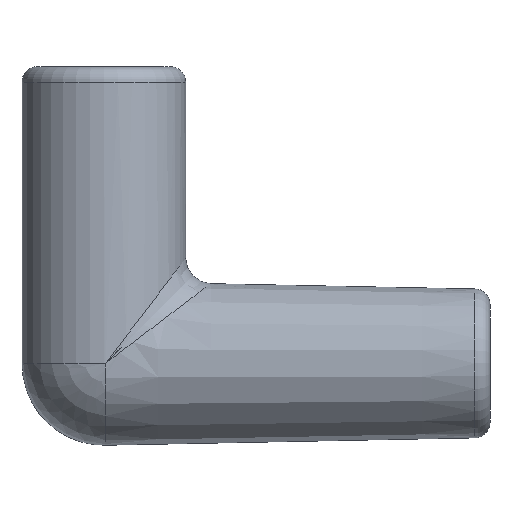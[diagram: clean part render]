
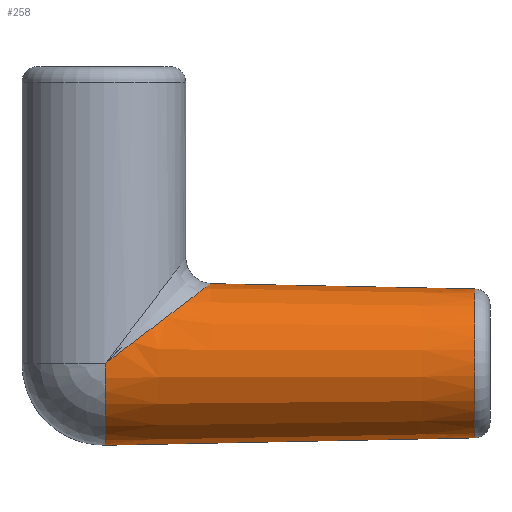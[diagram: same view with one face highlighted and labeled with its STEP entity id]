
A CAD part, front view. The second image highlights one B-rep face of the part: STEP entity #258.
In plain terms, the highlighted conical face has half-angle 1.141 degrees and reference radius 7.366 mm.
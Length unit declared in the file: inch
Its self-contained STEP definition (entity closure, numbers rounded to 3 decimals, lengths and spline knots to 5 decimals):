
#2 = CARTESIAN_POINT ( 'NONE',  ( -1.45951, -0.31906, 0.03362 ) ) ;
#43 = CARTESIAN_POINT ( 'NONE',  ( -0.05881, 0., 0.29117 ) ) ;
#57 = CARTESIAN_POINT ( 'NONE',  ( -0.05881, 0., 0. ) ) ;
#74 = ORIENTED_EDGE ( 'NONE', *, *, #579, .T. ) ;
#83 = EDGE_CURVE ( 'NONE', #1495, #721, #264, .T. ) ;
#91 = ORIENTED_EDGE ( 'NONE', *, *, #283, .T. ) ;
#99 = DIRECTION ( 'NONE',  ( 0., 0., 1. ) ) ;
#109 = CARTESIAN_POINT ( 'NONE',  ( -1.10149, -0.06852, 0.30459 ) ) ;
#121 = CARTESIAN_POINT ( 'NONE',  ( -1.33039, -0.28837, 0.13168 ) ) ;
#129 = CARTESIAN_POINT ( 'NONE',  ( -0.05881, 0., -0.29117 ) ) ;
#189 = FACE_OUTER_BOUND ( 'NONE', #1507, .T. ) ;
#194 = CARTESIAN_POINT ( 'NONE',  ( -1.50363, 0., -0.31994 ) ) ;
#213 = VERTEX_POINT ( 'NONE', #43 ) ;
#228 = CARTESIAN_POINT ( 'NONE',  ( -1.09199, -0.0138, 0.31174 ) ) ;
#240 = CARTESIAN_POINT ( 'NONE',  ( -1.23841, -0.24203, 0.20131 ) ) ;
#258 = ADVANCED_FACE ( 'NONE', ( #189 ), #480, .T. ) ;
#264 = LINE ( 'NONE', #1253, #1148 ) ;
#283 = EDGE_CURVE ( 'NONE', #381, #636, #1129, .T. ) ;
#313 = VECTOR ( 'NONE', #921, 39.37008 ) ;
#332 = ORIENTED_EDGE ( 'NONE', *, *, #663, .T. ) ;
#369 = CARTESIAN_POINT ( 'NONE',  ( -1.20036, -0.21382, 0.23005 ) ) ;
#372 = ORIENTED_EDGE ( 'NONE', *, *, #824, .F. ) ;
#381 = VERTEX_POINT ( 'NONE', #1122 ) ;
#426 = CARTESIAN_POINT ( 'NONE',  ( 0., 0., 0.29 ) ) ;
#468 = CARTESIAN_POINT ( 'NONE',  ( -1.50363, 0., 0. ) ) ;
#480 = CONICAL_SURFACE ( 'NONE', #892, 0.29, 0.02 ) ;
#494 = CARTESIAN_POINT ( 'NONE',  ( -1.13467, -0.14026, 0.2796 ) ) ;
#503 = CARTESIAN_POINT ( 'NONE',  ( -1.50363, -0.31994, 0. ) ) ;
#555 = DIRECTION ( 'NONE',  ( -1., 0., 0. ) ) ;
#579 = EDGE_CURVE ( 'NONE', #213, #381, #1524, .T. ) ;
#606 = CARTESIAN_POINT ( 'NONE',  ( -1.11032, -0.09387, 0.29794 ) ) ;
#614 = CARTESIAN_POINT ( 'NONE',  ( -1.35168, -0.29561, 0.11553 ) ) ;
#636 = VERTEX_POINT ( 'NONE', #1288 ) ;
#663 = EDGE_CURVE ( 'NONE', #1495, #213, #875, .T. ) ;
#694 = CARTESIAN_POINT ( 'NONE',  ( 0., 0., 0. ) ) ;
#721 = VERTEX_POINT ( 'NONE', #194 ) ;
#728 = CARTESIAN_POINT ( 'NONE',  ( -1.09319, -0.02771, 0.31084 ) ) ;
#740 = CARTESIAN_POINT ( 'NONE',  ( -1.26802, -0.26026, 0.17892 ) ) ;
#824 = EDGE_CURVE ( 'NONE', #721, #636, #1201, .T. ) ;
#866 = CARTESIAN_POINT ( 'NONE',  ( -1.20971, -0.22141, 0.22299 ) ) ;
#875 = CIRCLE ( 'NONE', #1589, 0.29117 ) ;
#892 = AXIS2_PLACEMENT_3D ( 'NONE', #694, #1189, #99 ) ;
#921 = DIRECTION ( 'NONE',  ( -1., 0., 0.02 ) ) ;
#966 = DIRECTION ( 'NONE',  ( -1., 0., 0. ) ) ;
#992 = CARTESIAN_POINT ( 'NONE',  ( -1.1567, -0.17138, 0.263 ) ) ;
#1060 = DIRECTION ( 'NONE',  ( 0., 0., -1. ) ) ;
#1100 = AXIS2_PLACEMENT_3D ( 'NONE', #468, #966, #1444 ) ;
#1109 = CARTESIAN_POINT ( 'NONE',  ( -1.11563, -0.10596, 0.29395 ) ) ;
#1116 = CARTESIAN_POINT ( 'NONE',  ( -1.41594, -0.31302, 0.06676 ) ) ;
#1122 = CARTESIAN_POINT ( 'NONE',  ( -1.09199, 0., 0.31174 ) ) ;
#1129 = B_SPLINE_CURVE_WITH_KNOTS ( 'NONE', 3,
 ( #1340, #228, #728, #1224, #109, #606, #1109, #1598, #494, #992, #1469, #369, #866, #1350, #240, #740, #1234, #121, #614, #1116, #2, #503 ),
 .UNSPECIFIED., .F., .F.,
 ( 4, 2, 2, 2, 2, 2, 2, 2, 2, 2, 4 ),
 ( 0.01689, 0.01795, 0.01901, 0.02007, 0.02112, 0.02324, 0.02429, 0.02535, 0.02746, 0.02958, 0.0338 ),
 .UNSPECIFIED. ) ;
#1148 = VECTOR ( 'NONE', #1371, 39.37008 ) ;
#1189 = DIRECTION ( 'NONE',  ( -1., 0., 0. ) ) ;
#1201 = CIRCLE ( 'NONE', #1100, 0.31994 ) ;
#1224 = CARTESIAN_POINT ( 'NONE',  ( -1.09795, -0.05514, 0.30726 ) ) ;
#1234 = CARTESIAN_POINT ( 'NONE',  ( -1.28843, -0.27064, 0.16347 ) ) ;
#1253 = CARTESIAN_POINT ( 'NONE',  ( 0., 0., -0.29 ) ) ;
#1288 = CARTESIAN_POINT ( 'NONE',  ( -1.50363, -0.31994, 0. ) ) ;
#1296 = ORIENTED_EDGE ( 'NONE', *, *, #83, .F. ) ;
#1340 = CARTESIAN_POINT ( 'NONE',  ( -1.09199, 0., 0.31174 ) ) ;
#1350 = CARTESIAN_POINT ( 'NONE',  ( -1.22872, -0.2355, 0.20864 ) ) ;
#1371 = DIRECTION ( 'NONE',  ( -1., 0., -0.02 ) ) ;
#1444 = DIRECTION ( 'NONE',  ( 0., 0., 1. ) ) ;
#1469 = CARTESIAN_POINT ( 'NONE',  ( -1.17333, -0.1895, 0.25046 ) ) ;
#1495 = VERTEX_POINT ( 'NONE', #129 ) ;
#1507 = EDGE_LOOP ( 'NONE', ( #1296, #332, #74, #91, #372 ) ) ;
#1524 = LINE ( 'NONE', #426, #313 ) ;
#1589 = AXIS2_PLACEMENT_3D ( 'NONE', #57, #555, #1060 ) ;
#1598 = CARTESIAN_POINT ( 'NONE',  ( -1.12778, -0.12913, 0.28479 ) ) ;
